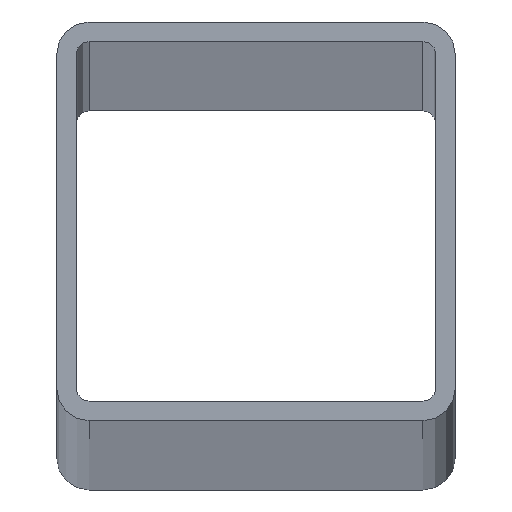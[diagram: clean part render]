
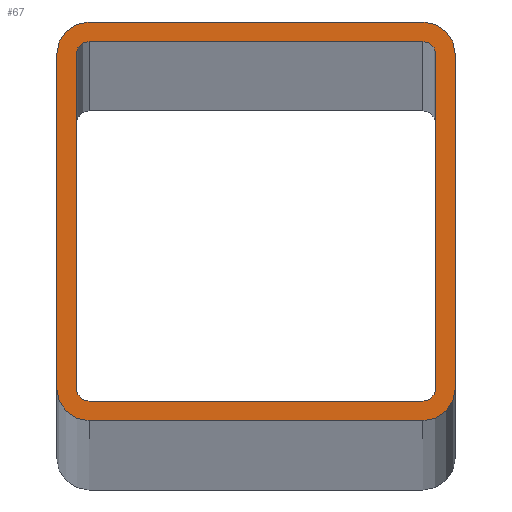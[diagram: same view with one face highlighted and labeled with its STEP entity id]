
A CAD part, top view. The second image highlights one B-rep face of the part: STEP entity #67.
In plain terms, the highlighted planar face has unit normal (0, 0, 1).
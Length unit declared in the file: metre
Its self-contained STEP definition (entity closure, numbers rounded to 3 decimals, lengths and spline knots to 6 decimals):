
#67=ADVANCED_FACE('',(#156,#157),#158,.T.);
#156=FACE_BOUND('',#272,.T.);
#157=FACE_OUTER_BOUND('',#273,.T.);
#158=PLANE('',#274);
#272=EDGE_LOOP('',(#401,#402,#403,#404,#405,#406,#407,#408));
#273=EDGE_LOOP('',(#409,#410,#411,#412,#413,#414,#415,#416));
#274=AXIS2_PLACEMENT_3D('',#417,#418,#419);
#401=ORIENTED_EDGE('',*,*,#601,.F.);
#402=ORIENTED_EDGE('',*,*,#602,.F.);
#403=ORIENTED_EDGE('',*,*,#603,.F.);
#404=ORIENTED_EDGE('',*,*,#604,.F.);
#405=ORIENTED_EDGE('',*,*,#605,.F.);
#406=ORIENTED_EDGE('',*,*,#606,.F.);
#407=ORIENTED_EDGE('',*,*,#607,.F.);
#408=ORIENTED_EDGE('',*,*,#608,.F.);
#409=ORIENTED_EDGE('',*,*,#609,.T.);
#410=ORIENTED_EDGE('',*,*,#610,.T.);
#411=ORIENTED_EDGE('',*,*,#611,.T.);
#412=ORIENTED_EDGE('',*,*,#612,.T.);
#413=ORIENTED_EDGE('',*,*,#613,.T.);
#414=ORIENTED_EDGE('',*,*,#614,.T.);
#415=ORIENTED_EDGE('',*,*,#615,.T.);
#416=ORIENTED_EDGE('',*,*,#616,.T.);
#417=CARTESIAN_POINT('',(0.34848,0.145026,2.4892));
#418=DIRECTION('',(0.0,0.0,1.0));
#419=DIRECTION('',(1.0,0.0,0.0));
#601=EDGE_CURVE('',#667,#668,#669,.T.);
#602=EDGE_CURVE('',#670,#667,#671,.T.);
#603=EDGE_CURVE('',#672,#670,#673,.T.);
#604=EDGE_CURVE('',#674,#672,#675,.T.);
#605=EDGE_CURVE('',#676,#674,#677,.T.);
#606=EDGE_CURVE('',#678,#676,#679,.T.);
#607=EDGE_CURVE('',#680,#678,#681,.T.);
#608=EDGE_CURVE('',#668,#680,#682,.T.);
#609=EDGE_CURVE('',#683,#684,#685,.T.);
#610=EDGE_CURVE('',#684,#686,#687,.T.);
#611=EDGE_CURVE('',#686,#688,#689,.T.);
#612=EDGE_CURVE('',#688,#690,#691,.T.);
#613=EDGE_CURVE('',#690,#692,#693,.T.);
#614=EDGE_CURVE('',#692,#694,#695,.T.);
#615=EDGE_CURVE('',#694,#696,#697,.T.);
#616=EDGE_CURVE('',#696,#683,#698,.T.);
#667=VERTEX_POINT('',#765);
#668=VERTEX_POINT('',#766);
#669=CIRCLE('',#767,0.000813);
#670=VERTEX_POINT('',#768);
#671=LINE('',#769,#770);
#672=VERTEX_POINT('',#771);
#673=CIRCLE('',#772,0.000813);
#674=VERTEX_POINT('',#773);
#675=LINE('',#774,#775);
#676=VERTEX_POINT('',#776);
#677=CIRCLE('',#777,0.000813);
#678=VERTEX_POINT('',#778);
#679=LINE('',#779,#780);
#680=VERTEX_POINT('',#781);
#681=CIRCLE('',#782,0.000813);
#682=LINE('',#783,#784);
#683=VERTEX_POINT('',#785);
#684=VERTEX_POINT('',#786);
#685=CIRCLE('',#787,0.002032);
#686=VERTEX_POINT('',#788);
#687=LINE('',#789,#790);
#688=VERTEX_POINT('',#791);
#689=CIRCLE('',#792,0.002032);
#690=VERTEX_POINT('',#793);
#691=LINE('',#794,#795);
#692=VERTEX_POINT('',#796);
#693=CIRCLE('',#797,0.002032);
#694=VERTEX_POINT('',#798);
#695=LINE('',#799,#800);
#696=VERTEX_POINT('',#801);
#697=CIRCLE('',#802,0.002032);
#698=LINE('',#803,#804);
#765=CARTESIAN_POINT('',(0.347667,0.145026,2.4892));
#766=CARTESIAN_POINT('',(0.34848,0.144213,2.4892));
#767=AXIS2_PLACEMENT_3D('',#894,#895,#896);
#768=CARTESIAN_POINT('',(0.347667,0.165955,2.4892));
#769=CARTESIAN_POINT('',(0.347667,0.145026,2.4892));
#770=VECTOR('',#897,1.0);
#771=CARTESIAN_POINT('',(0.34848,0.166768,2.4892));
#772=AXIS2_PLACEMENT_3D('',#898,#899,#900);
#773=CARTESIAN_POINT('',(0.369409,0.166768,2.4892));
#774=CARTESIAN_POINT('',(0.34848,0.166768,2.4892));
#775=VECTOR('',#901,1.0);
#776=CARTESIAN_POINT('',(0.370222,0.165955,2.4892));
#777=AXIS2_PLACEMENT_3D('',#902,#903,#904);
#778=CARTESIAN_POINT('',(0.370222,0.145026,2.4892));
#779=CARTESIAN_POINT('',(0.370222,0.165955,2.4892));
#780=VECTOR('',#905,1.0);
#781=CARTESIAN_POINT('',(0.369409,0.144213,2.4892));
#782=AXIS2_PLACEMENT_3D('',#906,#907,#908);
#783=CARTESIAN_POINT('',(0.369409,0.144213,2.4892));
#784=VECTOR('',#909,1.0);
#785=CARTESIAN_POINT('',(0.346448,0.145026,2.4892));
#786=CARTESIAN_POINT('',(0.34848,0.142994,2.4892));
#787=AXIS2_PLACEMENT_3D('',#910,#911,#912);
#788=CARTESIAN_POINT('',(0.369409,0.142994,2.4892));
#789=CARTESIAN_POINT('',(0.369409,0.142994,2.4892));
#790=VECTOR('',#913,1.0);
#791=CARTESIAN_POINT('',(0.371441,0.145026,2.4892));
#792=AXIS2_PLACEMENT_3D('',#914,#915,#916);
#793=CARTESIAN_POINT('',(0.371441,0.165955,2.4892));
#794=CARTESIAN_POINT('',(0.371441,0.165955,2.4892));
#795=VECTOR('',#917,1.0);
#796=CARTESIAN_POINT('',(0.369409,0.167987,2.4892));
#797=AXIS2_PLACEMENT_3D('',#918,#919,#920);
#798=CARTESIAN_POINT('',(0.34848,0.167987,2.4892));
#799=CARTESIAN_POINT('',(0.34848,0.167987,2.4892));
#800=VECTOR('',#921,1.0);
#801=CARTESIAN_POINT('',(0.346448,0.165955,2.4892));
#802=AXIS2_PLACEMENT_3D('',#922,#923,#924);
#803=CARTESIAN_POINT('',(0.346448,0.145026,2.4892));
#804=VECTOR('',#925,1.0);
#894=CARTESIAN_POINT('',(0.34848,0.145026,2.4892));
#895=DIRECTION('',(0.0,-0.0,1.0));
#896=DIRECTION('',(0.707,0.707,0.0));
#897=DIRECTION('',(0.0,-1.0,0.0));
#898=CARTESIAN_POINT('',(0.34848,0.165955,2.4892));
#899=DIRECTION('',(0.0,0.0,1.0));
#900=DIRECTION('',(0.707,-0.707,0.0));
#901=DIRECTION('',(-1.0,0.0,0.0));
#902=CARTESIAN_POINT('',(0.369409,0.165955,2.4892));
#903=DIRECTION('',(0.0,0.0,1.0));
#904=DIRECTION('',(-0.707,-0.707,0.0));
#905=DIRECTION('',(0.0,1.0,0.0));
#906=CARTESIAN_POINT('',(0.369409,0.145026,2.4892));
#907=DIRECTION('',(0.0,0.0,1.0));
#908=DIRECTION('',(-0.707,0.707,0.0));
#909=DIRECTION('',(1.0,0.0,0.0));
#910=CARTESIAN_POINT('',(0.34848,0.145026,2.4892));
#911=DIRECTION('',(0.0,-0.0,1.0));
#912=DIRECTION('',(0.707,0.707,0.0));
#913=DIRECTION('',(1.0,0.0,0.0));
#914=CARTESIAN_POINT('',(0.369409,0.145026,2.4892));
#915=DIRECTION('',(0.0,0.0,1.0));
#916=DIRECTION('',(-0.707,0.707,0.0));
#917=DIRECTION('',(0.0,1.0,0.0));
#918=CARTESIAN_POINT('',(0.369409,0.165955,2.4892));
#919=DIRECTION('',(0.0,0.0,1.0));
#920=DIRECTION('',(-0.707,-0.707,0.0));
#921=DIRECTION('',(-1.0,0.0,0.0));
#922=CARTESIAN_POINT('',(0.34848,0.165955,2.4892));
#923=DIRECTION('',(0.0,0.0,1.0));
#924=DIRECTION('',(0.707,-0.707,0.0));
#925=DIRECTION('',(0.0,-1.0,0.0));
